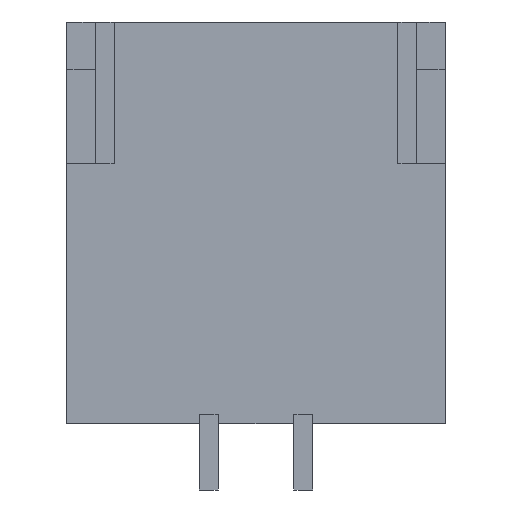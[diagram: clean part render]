
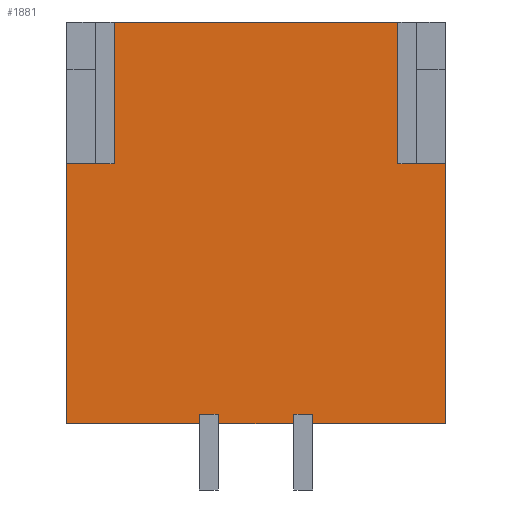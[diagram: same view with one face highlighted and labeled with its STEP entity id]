
A CAD part, front view. The second image highlights one B-rep face of the part: STEP entity #1881.
In plain terms, the highlighted planar face has unit normal (0, -1, 0).
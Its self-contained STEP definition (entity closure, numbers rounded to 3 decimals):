
#463 = VERTEX_POINT ( 'NONE', #3458 ) ;
#515 = LINE ( 'NONE', #3402, #3483 ) ;
#561 = VERTEX_POINT ( 'NONE', #3307 ) ;
#690 = DIRECTION ( 'NONE',  ( 1., 0., 0. ) ) ;
#717 = LINE ( 'NONE', #1764, #1602 ) ;
#772 = ORIENTED_EDGE ( 'NONE', *, *, #2219, .F. ) ;
#808 = CARTESIAN_POINT ( 'NONE',  ( -2., 0.355, 3.895 ) ) ;
#831 = DIRECTION ( 'NONE',  ( 0., 0., -1. ) ) ;
#906 = VERTEX_POINT ( 'NONE', #2944 ) ;
#1032 = LINE ( 'NONE', #3824, #4584 ) ;
#1078 = DIRECTION ( 'NONE',  ( 0., 0., -1. ) ) ;
#1104 = VERTEX_POINT ( 'NONE', #1164 ) ;
#1138 = VECTOR ( 'NONE', #1707, 1000. ) ;
#1157 = LINE ( 'NONE', #4024, #1779 ) ;
#1164 = CARTESIAN_POINT ( 'NONE',  ( 2., 0.355, 2.395 ) ) ;
#1178 = EDGE_CURVE ( 'NONE', #1104, #1996, #2609, .T. ) ;
#1182 = ORIENTED_EDGE ( 'NONE', *, *, #4415, .T. ) ;
#1299 = CARTESIAN_POINT ( 'NONE',  ( -1.5, 0.355, 2.395 ) ) ;
#1380 = CARTESIAN_POINT ( 'NONE',  ( -1.5, 0.355, 2.395 ) ) ;
#1386 = CARTESIAN_POINT ( 'NONE',  ( -2., 0.355, 2.395 ) ) ;
#1441 = VECTOR ( 'NONE', #1078, 1000. ) ;
#1485 = CARTESIAN_POINT ( 'NONE',  ( 1.5, 0.355, 2.395 ) ) ;
#1602 = VECTOR ( 'NONE', #690, 1000. ) ;
#1707 = DIRECTION ( 'NONE',  ( -1., 0., 0. ) ) ;
#1747 = EDGE_CURVE ( 'NONE', #463, #1104, #2850, .T. ) ;
#1764 = CARTESIAN_POINT ( 'NONE',  ( -2., 0.355, 3.895 ) ) ;
#1776 = DIRECTION ( 'NONE',  ( 0., 0., -1. ) ) ;
#1779 = VECTOR ( 'NONE', #3667, 1000. ) ;
#1881 = ADVANCED_FACE ( 'NONE', ( #2477 ), #3925, .F. ) ;
#1906 = EDGE_CURVE ( 'NONE', #1996, #2434, #1157, .T. ) ;
#1994 = CARTESIAN_POINT ( 'NONE',  ( -2., 0.355, -0.355 ) ) ;
#1996 = VERTEX_POINT ( 'NONE', #4122 ) ;
#2096 = EDGE_CURVE ( 'NONE', #2434, #3051, #515, .T. ) ;
#2155 = CARTESIAN_POINT ( 'NONE',  ( 1.5, 0.355, 2.395 ) ) ;
#2219 = EDGE_CURVE ( 'NONE', #561, #906, #717, .T. ) ;
#2434 = VERTEX_POINT ( 'NONE', #1994 ) ;
#2460 = ORIENTED_EDGE ( 'NONE', *, *, #1178, .F. ) ;
#2462 = LINE ( 'NONE', #1380, #1138 ) ;
#2477 = FACE_OUTER_BOUND ( 'NONE', #3081, .T. ) ;
#2495 = ORIENTED_EDGE ( 'NONE', *, *, #2096, .F. ) ;
#2609 = LINE ( 'NONE', #4052, #3264 ) ;
#2850 = LINE ( 'NONE', #1485, #2982 ) ;
#2896 = VERTEX_POINT ( 'NONE', #1299 ) ;
#2902 = DIRECTION ( 'NONE',  ( 1., 0., 0. ) ) ;
#2918 = ORIENTED_EDGE ( 'NONE', *, *, #1747, .F. ) ;
#2944 = CARTESIAN_POINT ( 'NONE',  ( 1.5, 0.355, 3.895 ) ) ;
#2982 = VECTOR ( 'NONE', #2902, 1000. ) ;
#3051 = VERTEX_POINT ( 'NONE', #1386 ) ;
#3081 = EDGE_LOOP ( 'NONE', ( #1182, #2495, #3435, #2460, #2918, #3121, #772, #4534 ) ) ;
#3121 = ORIENTED_EDGE ( 'NONE', *, *, #4599, .F. ) ;
#3228 = LINE ( 'NONE', #2155, #1441 ) ;
#3249 = DIRECTION ( 'NONE',  ( 0., 0., -1. ) ) ;
#3264 = VECTOR ( 'NONE', #3249, 1000. ) ;
#3307 = CARTESIAN_POINT ( 'NONE',  ( -1.5, 0.355, 3.895 ) ) ;
#3402 = CARTESIAN_POINT ( 'NONE',  ( -2., 0.355, -0.355 ) ) ;
#3435 = ORIENTED_EDGE ( 'NONE', *, *, #1906, .F. ) ;
#3458 = CARTESIAN_POINT ( 'NONE',  ( 1.5, 0.355, 2.395 ) ) ;
#3483 = VECTOR ( 'NONE', #4087, 1000. ) ;
#3667 = DIRECTION ( 'NONE',  ( -1., 0., 0. ) ) ;
#3824 = CARTESIAN_POINT ( 'NONE',  ( -1.5, 0.355, 2.395 ) ) ;
#3925 = PLANE ( 'NONE',  #3955 ) ;
#3955 = AXIS2_PLACEMENT_3D ( 'NONE', #808, #4347, #831 ) ;
#3978 = EDGE_CURVE ( 'NONE', #561, #2896, #1032, .T. ) ;
#4024 = CARTESIAN_POINT ( 'NONE',  ( 2., 0.355, -0.355 ) ) ;
#4052 = CARTESIAN_POINT ( 'NONE',  ( 2., 0.355, -0.355 ) ) ;
#4087 = DIRECTION ( 'NONE',  ( 0., 0., 1. ) ) ;
#4122 = CARTESIAN_POINT ( 'NONE',  ( 2., 0.355, -0.355 ) ) ;
#4347 = DIRECTION ( 'NONE',  ( 0., 1., 0. ) ) ;
#4415 = EDGE_CURVE ( 'NONE', #2896, #3051, #2462, .T. ) ;
#4534 = ORIENTED_EDGE ( 'NONE', *, *, #3978, .T. ) ;
#4584 = VECTOR ( 'NONE', #1776, 1000. ) ;
#4599 = EDGE_CURVE ( 'NONE', #906, #463, #3228, .T. ) ;
